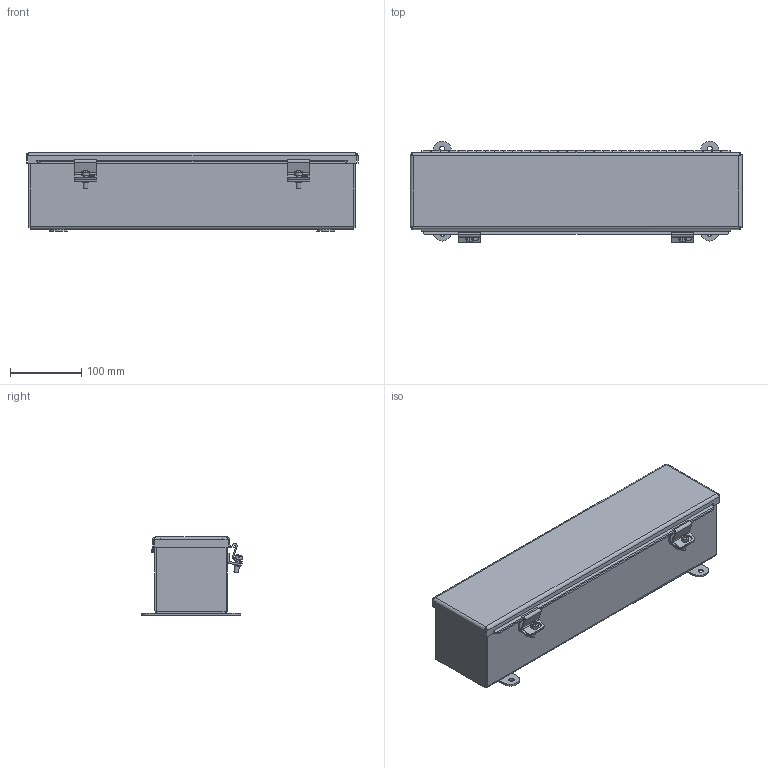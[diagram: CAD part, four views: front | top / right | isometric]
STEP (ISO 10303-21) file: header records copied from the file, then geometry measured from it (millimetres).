
FILE_DESCRIPTION (( 'STEP AP214' ), '1' );
FILE_NAME ('T4418CHSS.STEP', '2020-05-14T14:19:23', ( '' ), ( '' ), 'SwSTEP 2.0', 'SolidWorks 2019', '' );
FILE_SCHEMA (( 'AUTOMOTIVE_DESIGN' ));
Length unit declared in the file: inch
Products named in the file (1): T4418CHSS
Bounding box: 465.14 x 142.2 x 109.77 mm (x, y, z)
Volume: 545619.2 mm3; surface area: 568612.5 mm2
Topology: 16 solids, 16 shells, 466 faces, 1225 edges, 798 vertices
Faces by surface type: plane 281, cylinder 153, bspline 26, torus 4, cone 2
Full cylindrical faces by diameter (mm): 2.54 x1, 2.794 x8, 2.957 x34, 4.978 x2, 6.35 x2, 7.144 x4, 8.738 x2, 10.402 x2
Entity records: 21465 total; most frequent: CARTESIAN_POINT 3811, ORIENTED_EDGE 2296, DIRECTION 2264, EDGE_CURVE 1148, VERTEX_POINT 790, VECTOR 786, LINE 786, AXIS2_PLACEMENT_3D 739
